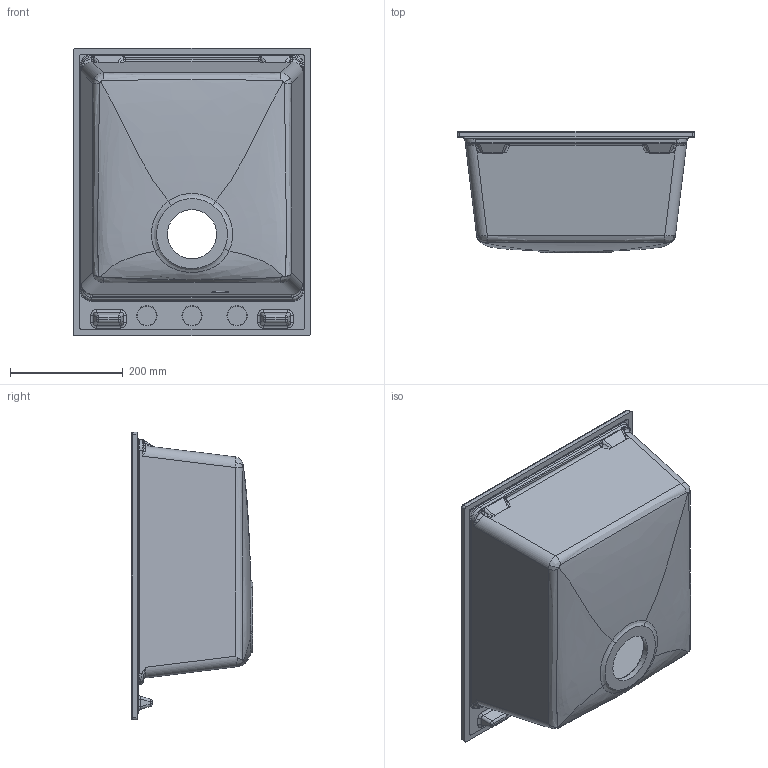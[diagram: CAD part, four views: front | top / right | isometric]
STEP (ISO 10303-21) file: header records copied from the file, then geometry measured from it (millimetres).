
FILE_DESCRIPTION (( 'STEP AP214' ), '1' );
FILE_NAME ('Lagoon 420.STEP', '2022-07-06T10:57:52', ( 'User Windows' ), ( '' ), 'SwSTEP 2.0', 'SolidWorks 2020', '' );
FILE_SCHEMA (( 'AUTOMOTIVE_DESIGN' ));
Length unit declared in the file: millimetre
Products named in the file (1): Lagoon 420
Bounding box: 421.05 x 215 x 511.05 mm (x, y, z)
Volume: 4567258.3 mm3; surface area: 922018 mm2
Topology: 1 solids, 1 shells, 263 faces, 623 edges, 350 vertices
Faces by surface type: bspline 114, cylinder 79, plane 48, sphere 12, torus 8, cone 2
Full cylindrical faces by diameter (mm): 30 x1
Entity records: 22591 total; most frequent: CARTESIAN_POINT 17721, ORIENTED_EDGE 1176, DIRECTION 780, EDGE_CURVE 588, VERTEX_POINT 346, AXIS2_PLACEMENT_3D 304, EDGE_LOOP 286, FACE_OUTER_BOUND 272
